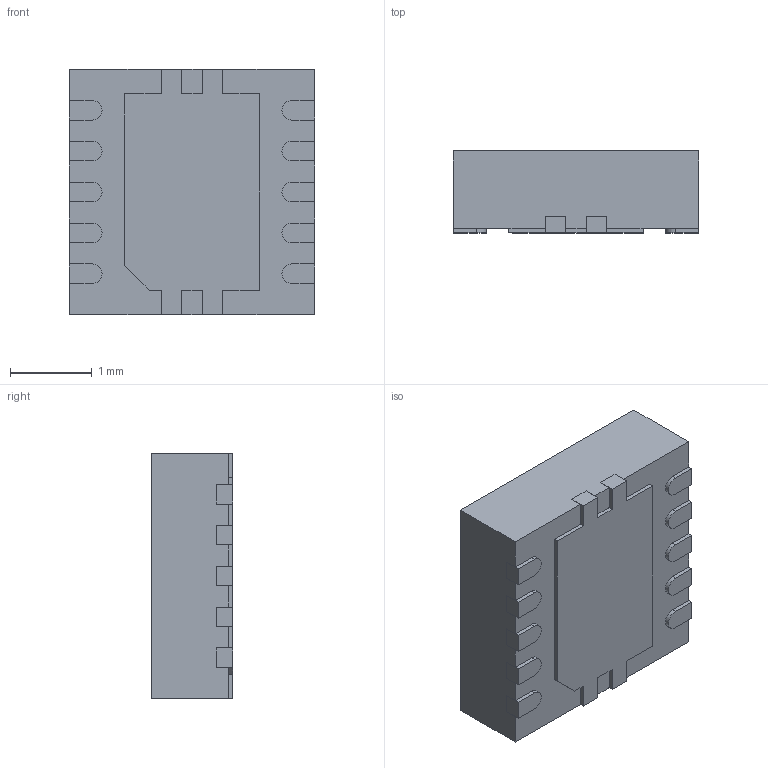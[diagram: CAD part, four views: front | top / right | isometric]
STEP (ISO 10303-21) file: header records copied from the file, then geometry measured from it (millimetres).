
FILE_DESCRIPTION (( 'STEP AP214' ), '1' );
FILE_NAME ('TPS259271DRCT.STEP', '2019-01-11T13:18:32', ( '' ), ( '' ), 'SwSTEP 2.0', 'SolidWorks 2017', '' );
FILE_SCHEMA (( 'AUTOMOTIVE_DESIGN' ));
Length unit declared in the file: millimetre
Products named in the file (1): TPS259271DRCT
Bounding box: 3 x 1 x 3 mm (x, y, z)
Volume: 8.8 mm3; surface area: 46.4 mm2
Topology: 12 solids, 12 shells, 153 faces, 384 edges, 256 vertices
Faces by surface type: plane 131, cylinder 22
Entity records: 4655 total; most frequent: CARTESIAN_POINT 794, ORIENTED_EDGE 768, DIRECTION 736, EDGE_CURVE 384, LINE 340, VECTOR 340, VERTEX_POINT 256, AXIS2_PLACEMENT_3D 198
